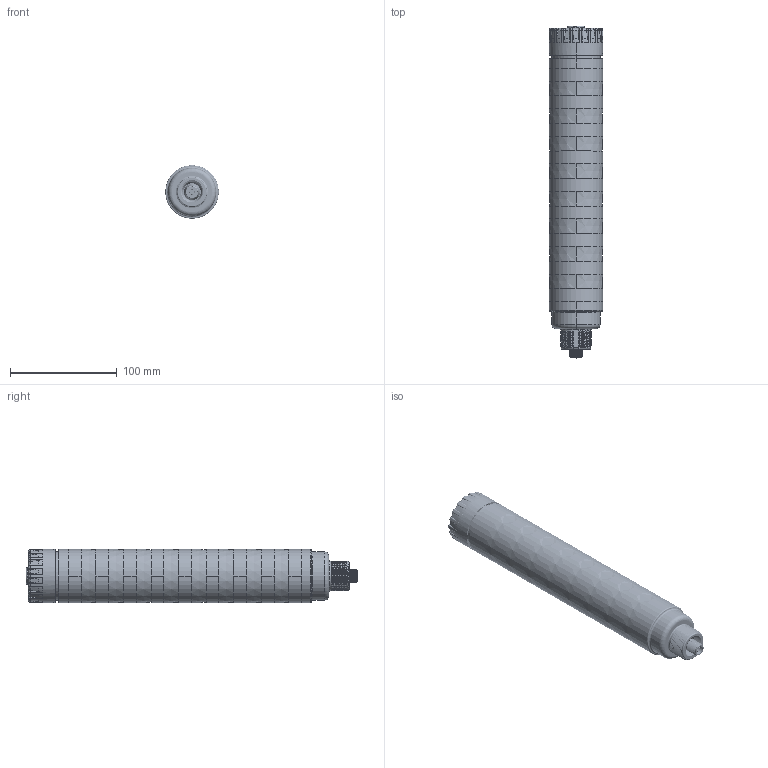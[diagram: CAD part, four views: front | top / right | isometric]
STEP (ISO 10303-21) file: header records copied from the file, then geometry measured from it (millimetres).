
FILE_DESCRIPTION((''),'2;1');
FILE_NAME('205844_ASM','2018-04-27T',('pdmadmin'),('BANNER ENGINEERING'),'CREO PARAMETRIC BY PTC INC, 2016260','CREO PARAMETRIC BY PTC INC, 2016260','');
FILE_SCHEMA(('CONFIG_CONTROL_DESIGN'));
Products named in the file (9): 159072; 141960; 188201; 158231_WEB; 158948; 158950; 143281_WEB_MODEL; 143282; 205844_ASM
Assembly tree (23 placements, depth 2):
  205844_ASM
    159072
    141960
    188201
    158231_WEB  x9
    158948  x8
    158950
    143281_WEB_MODEL
    143282
Bounding box: 50 x 310.8 x 50 mm (x, y, z)
Volume: 180553.3 mm3; surface area: 211285.2 mm2
Topology: 23 solids, 23 shells, 3758 faces, 9819 edges, 6347 vertices
Faces by surface type: plane 1822, cylinder 1052, cone 368, bspline 278, torus 238
Entity records: 84667 total; most frequent: CARTESIAN_POINT 48662, ORIENTED_EDGE 7722, DIRECTION 7288, EDGE_CURVE 3861, AXIS2_PLACEMENT_3D 2853, VERTEX_POINT 2443, EDGE_LOOP 1608, VECTOR 1582
